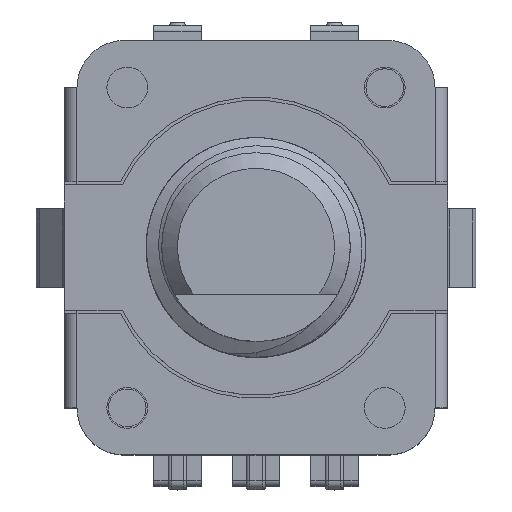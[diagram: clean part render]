
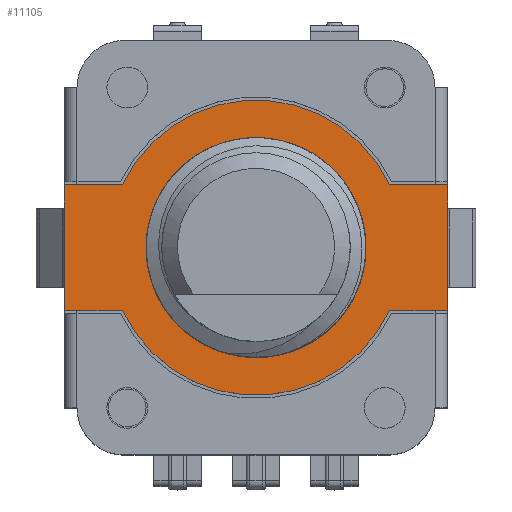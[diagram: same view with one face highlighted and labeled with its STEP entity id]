
A CAD part, top view. The second image highlights one B-rep face of the part: STEP entity #11105.
In plain terms, the highlighted planar face has unit normal (0, 0, 1).
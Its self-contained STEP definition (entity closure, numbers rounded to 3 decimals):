
#10013=CARTESIAN_POINT('',(4.253,-2.0,6.6));
#10014=VERTEX_POINT('',#10013);
#10021=CARTESIAN_POINT('',(-4.253,-2.0,6.6));
#10022=VERTEX_POINT('',#10021);
#10023=CARTESIAN_POINT('',(-0.0,0.0,6.6));
#10024=DIRECTION('',(0.0,-0.0,-1.0));
#10025=DIRECTION('',(-0.0,1.0,-0.0));
#10026=AXIS2_PLACEMENT_3D('',#10023,#10024,#10025);
#10027=CIRCLE('',#10026,4.7);
#10028=EDGE_CURVE('n� 11169',#10014,#10022,#10027,.T.);
#11021=CARTESIAN_POINT('',(0.366,-3.481,6.6));
#11022=VERTEX_POINT('',#11021);
#11023=CARTESIAN_POINT('',(1.75,-3.031,6.6));
#11024=VERTEX_POINT('',#11023);
#11025=CARTESIAN_POINT('',(0.366,-3.481,6.6));
#11026=CARTESIAN_POINT('',(0.732,-3.442,6.6));
#11027=CARTESIAN_POINT('',(1.082,-3.329,6.6));
#11028=CARTESIAN_POINT('',(1.432,-3.215,6.6));
#11029=CARTESIAN_POINT('',(1.75,-3.031,6.6));
#11030=B_SPLINE_CURVE_WITH_KNOTS('',2,(#11025,#11026,#11027,#11028,#11029),.UNSPECIFIED.,.F.,.U.,
 (3,2,3),(0.0,0.5,1.0),.UNSPECIFIED.);
#11031=EDGE_CURVE('n� 16006',#11022,#11024,#11030,.T.);
#11032=ORIENTED_EDGE('',*,*,#11031,.F.);
#11033=CARTESIAN_POINT('',(0.,0.,6.6));
#11034=DIRECTION('',(0.0,-0.0,-1.0));
#11035=DIRECTION('',(0.0,-1.0,0.0));
#11036=AXIS2_PLACEMENT_3D('',#11033,#11034,#11035);
#11037=CIRCLE('',#11036,3.5);
#11038=EDGE_CURVE('n� 13337',#11022,#11024,#11037,.T.);
#11039=ORIENTED_EDGE('',*,*,#11038,.T.);
#11040=EDGE_LOOP('',(#11032,#11039));
#11041=FACE_OUTER_BOUND('',#11040,.T.);
#11042=CARTESIAN_POINT('',(-6.1,2.0,6.6));
#11043=VERTEX_POINT('',#11042);
#11044=CARTESIAN_POINT('',(-6.1,-2.0,6.6));
#11045=VERTEX_POINT('',#11044);
#11046=CARTESIAN_POINT('',(-6.1,-0.0,6.6));
#11047=DIRECTION('',(0.0,-1.0,0.0));
#11048=VECTOR('',#11047,1.0);
#11049=LINE('',#11046,#11048);
#11050=EDGE_CURVE('n� 13341',#11043,#11045,#11049,.T.);
#11051=ORIENTED_EDGE('',*,*,#11050,.T.);
#11052=CARTESIAN_POINT('',(0.0,-2.0,6.6));
#11053=DIRECTION('',(1.0,0.0,0.0));
#11054=VECTOR('',#11053,1.0);
#11055=LINE('',#11052,#11054);
#11056=EDGE_CURVE('n� 13340',#11045,#10022,#11055,.T.);
#11057=ORIENTED_EDGE('',*,*,#11056,.T.);
#11058=ORIENTED_EDGE('',*,*,#10028,.F.);
#11059=CARTESIAN_POINT('',(6.1,-2.0,6.6));
#11060=VERTEX_POINT('',#11059);
#11061=CARTESIAN_POINT('',(0.0,-2.0,6.6));
#11062=DIRECTION('',(1.0,0.0,0.0));
#11063=VECTOR('',#11062,1.0);
#11064=LINE('',#11061,#11063);
#11065=EDGE_CURVE('n� 13346',#10014,#11060,#11064,.T.);
#11066=ORIENTED_EDGE('',*,*,#11065,.T.);
#11067=CARTESIAN_POINT('',(6.1,2.0,6.6));
#11068=VERTEX_POINT('',#11067);
#11069=CARTESIAN_POINT('',(6.1,0.0,6.6));
#11070=DIRECTION('',(-0.0,1.0,-0.0));
#11071=VECTOR('',#11070,1.0);
#11072=LINE('',#11069,#11071);
#11073=EDGE_CURVE('n� 13345',#11060,#11068,#11072,.T.);
#11074=ORIENTED_EDGE('',*,*,#11073,.T.);
#11075=CARTESIAN_POINT('',(4.253,2.0,6.6));
#11076=VERTEX_POINT('',#11075);
#11077=CARTESIAN_POINT('',(-0.0,2.0,6.6));
#11078=DIRECTION('',(-1.0,-0.0,0.0));
#11079=VECTOR('',#11078,1.0);
#11080=LINE('',#11077,#11079);
#11081=EDGE_CURVE('n� 13344',#11068,#11076,#11080,.T.);
#11082=ORIENTED_EDGE('',*,*,#11081,.T.);
#11083=CARTESIAN_POINT('',(-4.253,2.0,6.6));
#11084=VERTEX_POINT('',#11083);
#11085=CARTESIAN_POINT('',(-0.0,0.0,6.6));
#11086=DIRECTION('',(-0.0,0.0,1.0));
#11087=DIRECTION('',(-0.0,1.0,-0.0));
#11088=AXIS2_PLACEMENT_3D('',#11085,#11086,#11087);
#11089=CIRCLE('',#11088,4.7);
#11090=EDGE_CURVE('n� 13343',#11076,#11084,#11089,.T.);
#11091=ORIENTED_EDGE('',*,*,#11090,.T.);
#11092=CARTESIAN_POINT('',(-0.0,2.0,6.6));
#11093=DIRECTION('',(-1.0,-0.0,0.0));
#11094=VECTOR('',#11093,1.0);
#11095=LINE('',#11092,#11094);
#11096=EDGE_CURVE('n� 13342',#11084,#11043,#11095,.T.);
#11097=ORIENTED_EDGE('',*,*,#11096,.T.);
#11098=EDGE_LOOP('',(#11051,#11057,#11058,#11066,#11074,#11082,#11091,#11097));
#11099=FACE_BOUND('',#11098,.T.);
#11100=CARTESIAN_POINT('',(-0.0,0.0,6.6));
#11101=DIRECTION('',(-0.0,0.0,1.0));
#11102=DIRECTION('',(-0.0,1.0,-0.0));
#11103=AXIS2_PLACEMENT_3D('',#11100,#11101,#11102);
#11104=PLANE('',#11103);
#11105=ADVANCED_FACE('n� 13333',(#11041,#11099),#11104,.T.);
